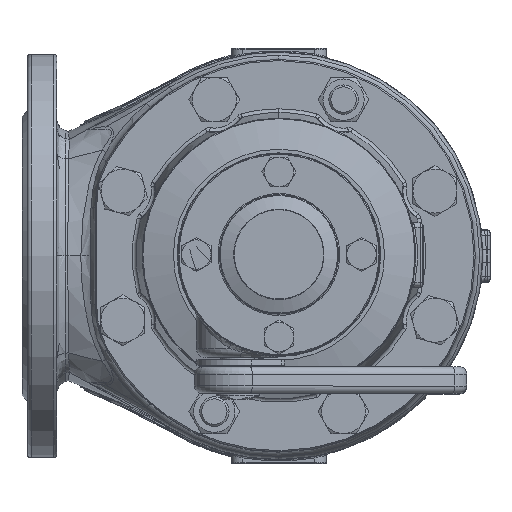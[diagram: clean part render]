
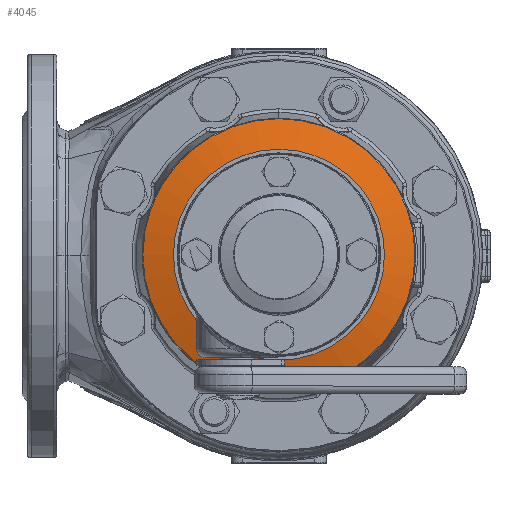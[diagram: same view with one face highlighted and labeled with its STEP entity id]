
A CAD part, top view. The second image highlights one B-rep face of the part: STEP entity #4045.
In plain terms, the highlighted conical face has half-angle 75 degrees and reference radius 57.5 mm.
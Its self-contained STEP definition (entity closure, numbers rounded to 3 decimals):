
#3876=CARTESIAN_POINT('',(0.,-74.129,383.294));
#3877=VERTEX_POINT('',#3876);
#3904=CARTESIAN_POINT('',(0.,74.129,383.294));
#3905=VERTEX_POINT('',#3904);
#3906=CARTESIAN_POINT('',(0.,-0.,383.294));
#3907=DIRECTION('',(0.,-0.,1.));
#3908=DIRECTION('',(-0.,-1.,-0.));
#3909=AXIS2_PLACEMENT_3D('',#3906,#3907,#3908);
#3910=CIRCLE('',#3909,74.129);
#3911=EDGE_CURVE('NONE',#3905,#3877,#3910,.T.);
#3913=CARTESIAN_POINT('',(0.,-0.,383.294));
#3914=DIRECTION('',(0.,-0.,1.));
#3915=DIRECTION('',(-0.,-1.,-0.));
#3916=AXIS2_PLACEMENT_3D('',#3913,#3914,#3915);
#3917=CIRCLE('',#3916,74.129);
#3918=EDGE_CURVE('NONE',#3877,#3905,#3917,.T.);
#4011=CARTESIAN_POINT('',(0.,-0.,387.75));
#4012=DIRECTION('',(-0.,0.,-1.));
#4013=DIRECTION('',(0.,1.,0.));
#4014=AXIS2_PLACEMENT_3D('',#4011,#4012,#4013);
#4015=CONICAL_SURFACE('',#4014,57.5,75.);
#4016=CARTESIAN_POINT('',(0.,57.5,387.75));
#4017=VERTEX_POINT('',#4016);
#4018=CARTESIAN_POINT('',(0.,74.129,383.294));
#4019=DIRECTION('',(-0.,-0.966,0.259));
#4020=VECTOR('',#4019,17.216);
#4021=LINE('',#4018,#4020);
#4022=EDGE_CURVE('',#3905,#4017,#4021,.T.);
#4023=ORIENTED_EDGE('',*,*,#4022,.T.);
#4024=CARTESIAN_POINT('',(0.,-57.5,387.75));
#4025=VERTEX_POINT('',#4024);
#4026=CARTESIAN_POINT('',(0.,-0.,387.75));
#4027=DIRECTION('',(-0.,0.,-1.));
#4028=DIRECTION('',(0.,1.,0.));
#4029=AXIS2_PLACEMENT_3D('',#4026,#4027,#4028);
#4030=CIRCLE('',#4029,57.5);
#4031=EDGE_CURVE('NONE',#4017,#4025,#4030,.T.);
#4032=ORIENTED_EDGE('',*,*,#4031,.T.);
#4033=CARTESIAN_POINT('',(0.,-0.,387.75));
#4034=DIRECTION('',(-0.,0.,-1.));
#4035=DIRECTION('',(0.,1.,0.));
#4036=AXIS2_PLACEMENT_3D('',#4033,#4034,#4035);
#4037=CIRCLE('',#4036,57.5);
#4038=EDGE_CURVE('NONE',#4025,#4017,#4037,.T.);
#4039=ORIENTED_EDGE('',*,*,#4038,.T.);
#4040=ORIENTED_EDGE('',*,*,#4022,.F.);
#4041=ORIENTED_EDGE('',*,*,#3911,.T.);
#4042=ORIENTED_EDGE('',*,*,#3918,.T.);
#4043=EDGE_LOOP('',(#4023,#4032,#4039,#4040,#4041,#4042));
#4044=FACE_BOUND('',#4043,.T.);
#4045=ADVANCED_FACE('NONE',(#4044),#4015,.T.);
